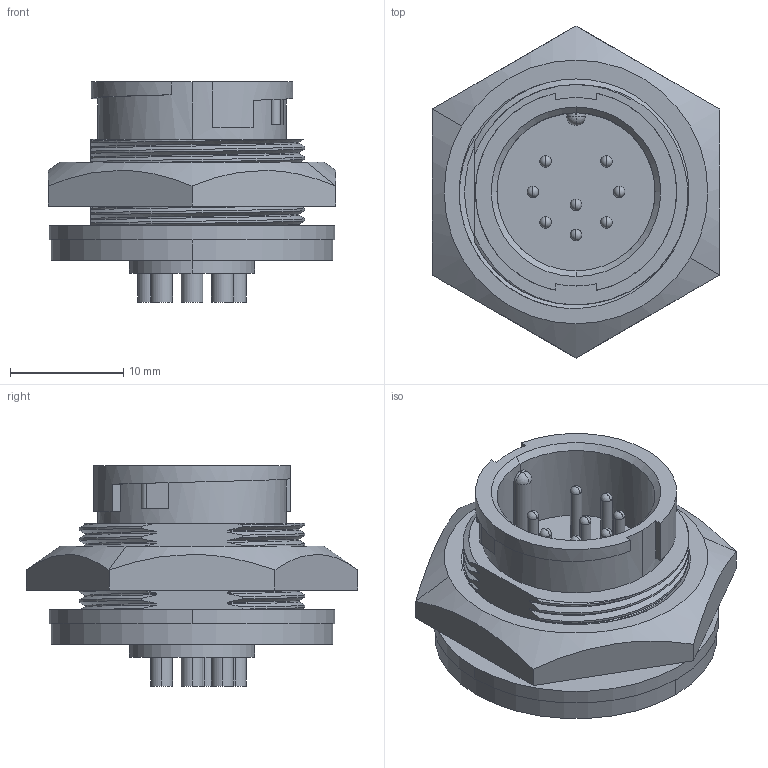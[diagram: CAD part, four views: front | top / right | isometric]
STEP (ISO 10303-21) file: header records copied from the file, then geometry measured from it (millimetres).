
FILE_DESCRIPTION (( 'STEP AP203' ), '1' );
FILE_NAME ('4280-8PG-300.STEP', '2013-03-08T17:57:54', ( 'J0FPBF1' ), ( '' ), 'SwSTEP 2.0', 'SolidWorks 2012', '' );
FILE_SCHEMA (( 'CONFIG_CONTROL_DESIGN' ));
Length unit declared in the file: inch
Products named in the file (1): 4280-8PG-300
Bounding box: 25.4 x 29.33 x 19.47 mm (x, y, z)
Volume: 4805.7 mm3; surface area: 4061.5 mm2
Topology: 2 solids, 2 shells, 345 faces, 921 edges, 614 vertices
Faces by surface type: plane 133, bspline 96, cylinder 94, sphere 16, cone 4, torus 2
Entity records: 20586 total; most frequent: CARTESIAN_POINT 12828, ORIENTED_EDGE 1842, DIRECTION 1204, EDGE_CURVE 921, VERTEX_POINT 614, LINE 472, VECTOR 472, EDGE_LOOP 381
